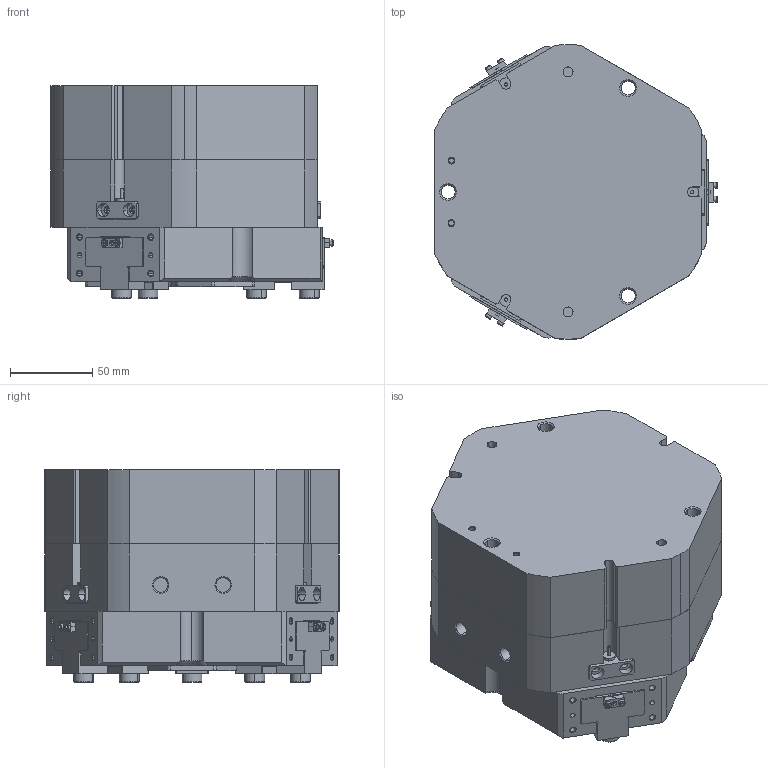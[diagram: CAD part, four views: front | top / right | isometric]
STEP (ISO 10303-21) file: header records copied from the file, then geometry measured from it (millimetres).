
FILE_DESCRIPTION (( 'STEP AP203' ), '1' );
FILE_NAME ('TZ125-179-NC.STEP', '2024-12-03T08:40:10', ( 'USER-' ), ( 'Microsoft' ), 'SwSTEP 2.0', 'SolidWorks 2018', '' );
FILE_SCHEMA (( 'CONFIG_CONTROL_DESIGN' ));
Length unit declared in the file: millimetre
Products named in the file (12): TZ125-179-M-06 笢猾啣; TZ125-179BS-01 褲极; 35x18-R3; 埴翐芛_GB_FASTENER_SCREWS_HSHCS M2X8-N; TZ125-179-NC; 揤輸蚾饜极; 12x8-10种杶; TZ125-179-N-27K-晊扥极; 潔擒18-M4羲壽揤极-1; M8-25諉輪羲壽; 125指缸滑块-转化模型; 揤輸杅耀.sldasm-Part-9
Assembly tree (25 placements, depth 3):
  TZ125-179-NC
    TZ125-179BS-01 褲极
    125指缸滑块-转化模型  x3
    TZ125-179-M-06 笢猾啣
    M8-25諉輪羲壽  x3
    潔擒18-M4羲壽揤极-1  x3
    12x8-10种杶  x6
    TZ125-179-N-27K-晊扥极
    揤輸蚾饜极  x3
      揤輸杅耀.sldasm-Part-9
      埴翐芛_GB_FASTENER_SCREWS_HSHCS M2X8-N
    35x18-R3
Bounding box: 171.57 x 178.96 x 129 mm (x, y, z)
Volume: 2575279.9 mm3; surface area: 266212.8 mm2
Topology: 28 solids, 58 shells, 1583 faces, 3980 edges, 2527 vertices
Faces by surface type: plane 744, cylinder 427, cone 245, bspline 155, torus 12
Entity records: 42323 total; most frequent: CARTESIAN_POINT 12554, ORIENTED_EDGE 5924, DIRECTION 5559, EDGE_CURVE 2962, VERTEX_POINT 1938, AXIS2_PLACEMENT_3D 1867, LINE 1825, VECTOR 1825
